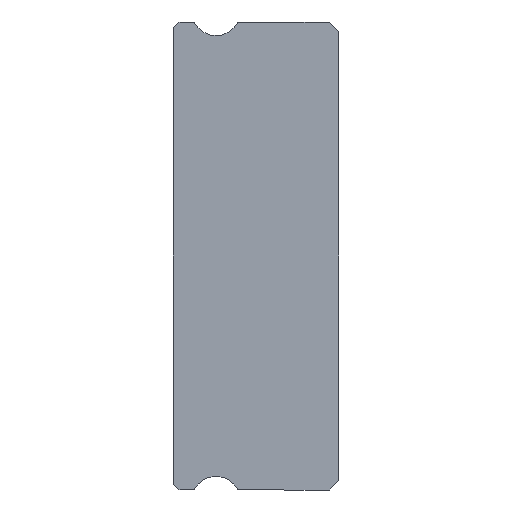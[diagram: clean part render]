
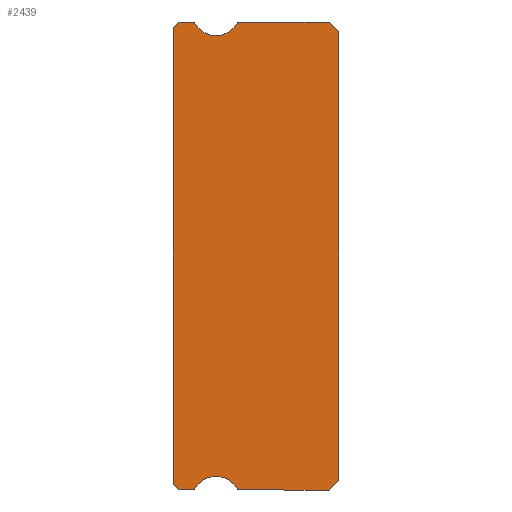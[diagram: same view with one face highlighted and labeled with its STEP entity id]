
A CAD part, left-side view. The second image highlights one B-rep face of the part: STEP entity #2439.
In plain terms, the highlighted planar face has unit normal (-1, 0, 0).
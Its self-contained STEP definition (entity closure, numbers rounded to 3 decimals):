
#10 = CIRCLE ( 'NONE', #2056, 1.25 ) ;
#24 = DIRECTION ( 'NONE',  ( 0., -0.707, -0.707 ) ) ;
#55 = ORIENTED_EDGE ( 'NONE', *, *, #2125, .F. ) ;
#62 = VERTEX_POINT ( 'NONE', #332 ) ;
#212 = VECTOR ( 'NONE', #504, 1000. ) ;
#274 = LINE ( 'NONE', #2508, #2756 ) ;
#277 = AXIS2_PLACEMENT_3D ( 'NONE', #1711, #1780, #1745 ) ;
#295 = VERTEX_POINT ( 'NONE', #3534 ) ;
#322 = LINE ( 'NONE', #579, #1468 ) ;
#332 = CARTESIAN_POINT ( 'NONE',  ( -20., 8.2, 12. ) ) ;
#364 = VERTEX_POINT ( 'NONE', #2625 ) ;
#387 = DIRECTION ( 'NONE',  ( -1., 0., 0. ) ) ;
#421 = VERTEX_POINT ( 'NONE', #2906 ) ;
#428 = CIRCLE ( 'NONE', #2182, 0.15 ) ;
#441 = AXIS2_PLACEMENT_3D ( 'NONE', #1232, #2940, #447 ) ;
#447 = DIRECTION ( 'NONE',  ( 0., 0., -1. ) ) ;
#455 = CARTESIAN_POINT ( 'NONE',  ( -20., 8.5, 11.7 ) ) ;
#477 = DIRECTION ( 'NONE',  ( 0., -0.707, -0.707 ) ) ;
#504 = DIRECTION ( 'NONE',  ( 0., 0., 1. ) ) ;
#505 = VERTEX_POINT ( 'NONE', #1045 ) ;
#518 = CARTESIAN_POINT ( 'NONE',  ( -20., 5.088, 12. ) ) ;
#579 = CARTESIAN_POINT ( 'NONE',  ( -20., 8.2, -12. ) ) ;
#671 = CARTESIAN_POINT ( 'NONE',  ( -20., 5.088, -11.85 ) ) ;
#698 = CARTESIAN_POINT ( 'NONE',  ( -20., 6.3, 12.55 ) ) ;
#721 = DIRECTION ( 'NONE',  ( 0., 0., -1. ) ) ;
#726 = CARTESIAN_POINT ( 'NONE',  ( -20., 7.512, -12. ) ) ;
#741 = CARTESIAN_POINT ( 'NONE',  ( -20., 7.512, -11.85 ) ) ;
#744 = EDGE_CURVE ( 'NONE', #2085, #505, #1526, .T. ) ;
#752 = DIRECTION ( 'NONE',  ( 0., 1., 0. ) ) ;
#789 = VERTEX_POINT ( 'NONE', #2701 ) ;
#808 = DIRECTION ( 'NONE',  ( 0., 0.707, -0.707 ) ) ;
#815 = ORIENTED_EDGE ( 'NONE', *, *, #2905, .F. ) ;
#820 = DIRECTION ( 'NONE',  ( -1., 0., 0. ) ) ;
#845 = DIRECTION ( 'NONE',  ( 0., -1., 0. ) ) ;
#866 = VERTEX_POINT ( 'NONE', #1959 ) ;
#870 = LINE ( 'NONE', #1606, #212 ) ;
#900 = CARTESIAN_POINT ( 'NONE',  ( -20., 8.5, -11.7 ) ) ;
#935 = VECTOR ( 'NONE', #2595, 1000. ) ;
#977 = DIRECTION ( 'NONE',  ( 0., 0., 1. ) ) ;
#1045 = CARTESIAN_POINT ( 'NONE',  ( -20., 5.088, -12. ) ) ;
#1079 = VERTEX_POINT ( 'NONE', #1410 ) ;
#1082 = CARTESIAN_POINT ( 'NONE',  ( -20., 6.3, 12.55 ) ) ;
#1102 = EDGE_CURVE ( 'NONE', #2029, #2663, #3436, .T. ) ;
#1116 = ORIENTED_EDGE ( 'NONE', *, *, #1148, .F. ) ;
#1119 = ORIENTED_EDGE ( 'NONE', *, *, #3480, .T. ) ;
#1148 = EDGE_CURVE ( 'NONE', #505, #2816, #1664, .T. ) ;
#1167 = DIRECTION ( 'NONE',  ( 0., 0., -1. ) ) ;
#1170 = VECTOR ( 'NONE', #808, 1000. ) ;
#1174 = CARTESIAN_POINT ( 'NONE',  ( -20., 0., -11.5 ) ) ;
#1190 = ORIENTED_EDGE ( 'NONE', *, *, #1480, .F. ) ;
#1232 = CARTESIAN_POINT ( 'NONE',  ( -20., 5.088, 11.85 ) ) ;
#1244 = CARTESIAN_POINT ( 'NONE',  ( -20., 7.383, -11.925 ) ) ;
#1246 = CARTESIAN_POINT ( 'NONE',  ( -20., 8.2, 12. ) ) ;
#1295 = DIRECTION ( 'NONE',  ( 0., 0., -1. ) ) ;
#1313 = FACE_OUTER_BOUND ( 'NONE', #1327, .T. ) ;
#1327 = EDGE_LOOP ( 'NONE', ( #2514, #1478, #2469, #2662, #1793, #1116, #2087, #815, #1119, #2931, #3211, #3293, #1190, #2223, #55, #2099, #1537 ) ) ;
#1341 = EDGE_CURVE ( 'NONE', #1079, #3070, #3103, .T. ) ;
#1367 = CARTESIAN_POINT ( 'NONE',  ( -20., 5.217, -11.925 ) ) ;
#1410 = CARTESIAN_POINT ( 'NONE',  ( -20., 5.217, 11.925 ) ) ;
#1417 = AXIS2_PLACEMENT_3D ( 'NONE', #3492, #2174, #1295 ) ;
#1419 = AXIS2_PLACEMENT_3D ( 'NONE', #741, #3541, #1841 ) ;
#1442 = VECTOR ( 'NONE', #752, 1000. ) ;
#1468 = VECTOR ( 'NONE', #24, 1000. ) ;
#1478 = ORIENTED_EDGE ( 'NONE', *, *, #1934, .T. ) ;
#1480 = EDGE_CURVE ( 'NONE', #789, #1079, #1490, .T. ) ;
#1482 = CARTESIAN_POINT ( 'NONE',  ( -20., 8.5, 11.85 ) ) ;
#1490 = CIRCLE ( 'NONE', #1837, 1.25 ) ;
#1526 = LINE ( 'NONE', #3252, #1442 ) ;
#1527 = VERTEX_POINT ( 'NONE', #2501 ) ;
#1537 = ORIENTED_EDGE ( 'NONE', *, *, #2126, .T. ) ;
#1541 = DIRECTION ( 'NONE',  ( 1., 0., 0. ) ) ;
#1551 = AXIS2_PLACEMENT_3D ( 'NONE', #671, #1541, #1788 ) ;
#1606 = CARTESIAN_POINT ( 'NONE',  ( -20., 0., 11.5 ) ) ;
#1632 = DIRECTION ( 'NONE',  ( 0., 0.707, -0.707 ) ) ;
#1664 = CIRCLE ( 'NONE', #1551, 0.15 ) ;
#1711 = CARTESIAN_POINT ( 'NONE',  ( -20., 6.3, -12.55 ) ) ;
#1734 = CARTESIAN_POINT ( 'NONE',  ( -20., 8.5, 11.7 ) ) ;
#1745 = DIRECTION ( 'NONE',  ( 0., 0., -1. ) ) ;
#1780 = DIRECTION ( 'NONE',  ( -1., 0., 0. ) ) ;
#1788 = DIRECTION ( 'NONE',  ( 0., 0., -1. ) ) ;
#1793 = ORIENTED_EDGE ( 'NONE', *, *, #3391, .F. ) ;
#1837 = AXIS2_PLACEMENT_3D ( 'NONE', #1082, #820, #3045 ) ;
#1841 = DIRECTION ( 'NONE',  ( 0., 0., -1. ) ) ;
#1845 = CARTESIAN_POINT ( 'NONE',  ( -20., 0.5, 12. ) ) ;
#1869 = VERTEX_POINT ( 'NONE', #2231 ) ;
#1890 = CIRCLE ( 'NONE', #1419, 0.15 ) ;
#1934 = EDGE_CURVE ( 'NONE', #2029, #866, #322, .T. ) ;
#1950 = VECTOR ( 'NONE', #845, 1000. ) ;
#1959 = CARTESIAN_POINT ( 'NONE',  ( -20., 8.2, -12. ) ) ;
#1997 = EDGE_CURVE ( 'NONE', #364, #789, #10, .T. ) ;
#2017 = EDGE_CURVE ( 'NONE', #421, #62, #2367, .T. ) ;
#2029 = VERTEX_POINT ( 'NONE', #900 ) ;
#2031 = LINE ( 'NONE', #1174, #1170 ) ;
#2056 = AXIS2_PLACEMENT_3D ( 'NONE', #698, #387, #1167 ) ;
#2071 = VECTOR ( 'NONE', #977, 1000. ) ;
#2085 = VERTEX_POINT ( 'NONE', #2947 ) ;
#2087 = ORIENTED_EDGE ( 'NONE', *, *, #744, .F. ) ;
#2099 = ORIENTED_EDGE ( 'NONE', *, *, #2017, .T. ) ;
#2125 = EDGE_CURVE ( 'NONE', #421, #364, #428, .T. ) ;
#2126 = EDGE_CURVE ( 'NONE', #62, #2663, #2668, .T. ) ;
#2174 = DIRECTION ( 'NONE',  ( 1., 0., 0. ) ) ;
#2182 = AXIS2_PLACEMENT_3D ( 'NONE', #2731, #2424, #721 ) ;
#2223 = ORIENTED_EDGE ( 'NONE', *, *, #1997, .F. ) ;
#2231 = CARTESIAN_POINT ( 'NONE',  ( -20., 0., -11.5 ) ) ;
#2238 = VECTOR ( 'NONE', #477, 1000. ) ;
#2331 = VERTEX_POINT ( 'NONE', #726 ) ;
#2362 = EDGE_CURVE ( 'NONE', #1527, #295, #3224, .T. ) ;
#2367 = LINE ( 'NONE', #1246, #935 ) ;
#2424 = DIRECTION ( 'NONE',  ( 1., 0., 0. ) ) ;
#2426 = PLANE ( 'NONE',  #1417 ) ;
#2439 = ADVANCED_FACE ( 'NONE', ( #1313 ), #2426, .F. ) ;
#2469 = ORIENTED_EDGE ( 'NONE', *, *, #2516, .T. ) ;
#2501 = CARTESIAN_POINT ( 'NONE',  ( -20., 0.5, 12. ) ) ;
#2508 = CARTESIAN_POINT ( 'NONE',  ( -20., 7.512, -12. ) ) ;
#2514 = ORIENTED_EDGE ( 'NONE', *, *, #1102, .F. ) ;
#2516 = EDGE_CURVE ( 'NONE', #866, #2331, #274, .T. ) ;
#2526 = DIRECTION ( 'NONE',  ( 0., -1., 0. ) ) ;
#2592 = CIRCLE ( 'NONE', #277, 1.25 ) ;
#2595 = DIRECTION ( 'NONE',  ( 0., 1., 0. ) ) ;
#2625 = CARTESIAN_POINT ( 'NONE',  ( -20., 7.383, 11.925 ) ) ;
#2662 = ORIENTED_EDGE ( 'NONE', *, *, #2796, .F. ) ;
#2663 = VERTEX_POINT ( 'NONE', #1734 ) ;
#2668 = LINE ( 'NONE', #455, #2981 ) ;
#2682 = VERTEX_POINT ( 'NONE', #1244 ) ;
#2701 = CARTESIAN_POINT ( 'NONE',  ( -20., 6.3, 11.3 ) ) ;
#2731 = CARTESIAN_POINT ( 'NONE',  ( -20., 7.512, 11.85 ) ) ;
#2756 = VECTOR ( 'NONE', #2526, 1000. ) ;
#2796 = EDGE_CURVE ( 'NONE', #2682, #2331, #1890, .T. ) ;
#2816 = VERTEX_POINT ( 'NONE', #1367 ) ;
#2855 = EDGE_CURVE ( 'NONE', #3070, #1527, #3066, .T. ) ;
#2905 = EDGE_CURVE ( 'NONE', #1869, #2085, #2031, .T. ) ;
#2906 = CARTESIAN_POINT ( 'NONE',  ( -20., 7.512, 12. ) ) ;
#2931 = ORIENTED_EDGE ( 'NONE', *, *, #2362, .F. ) ;
#2940 = DIRECTION ( 'NONE',  ( 1., 0., 0. ) ) ;
#2947 = CARTESIAN_POINT ( 'NONE',  ( -20., 0.5, -12. ) ) ;
#2981 = VECTOR ( 'NONE', #1632, 1000. ) ;
#3045 = DIRECTION ( 'NONE',  ( 0., 0., -1. ) ) ;
#3066 = LINE ( 'NONE', #3291, #1950 ) ;
#3070 = VERTEX_POINT ( 'NONE', #518 ) ;
#3103 = CIRCLE ( 'NONE', #441, 0.15 ) ;
#3211 = ORIENTED_EDGE ( 'NONE', *, *, #2855, .F. ) ;
#3224 = LINE ( 'NONE', #1845, #2238 ) ;
#3252 = CARTESIAN_POINT ( 'NONE',  ( -20., 7.512, -12. ) ) ;
#3291 = CARTESIAN_POINT ( 'NONE',  ( -20., 7.512, 12. ) ) ;
#3293 = ORIENTED_EDGE ( 'NONE', *, *, #1341, .F. ) ;
#3391 = EDGE_CURVE ( 'NONE', #2816, #2682, #2592, .T. ) ;
#3436 = LINE ( 'NONE', #1482, #2071 ) ;
#3480 = EDGE_CURVE ( 'NONE', #1869, #295, #870, .T. ) ;
#3492 = CARTESIAN_POINT ( 'NONE',  ( -20., 7.512, 11.85 ) ) ;
#3534 = CARTESIAN_POINT ( 'NONE',  ( -20., 0., 11.5 ) ) ;
#3541 = DIRECTION ( 'NONE',  ( 1., 0., 0. ) ) ;
